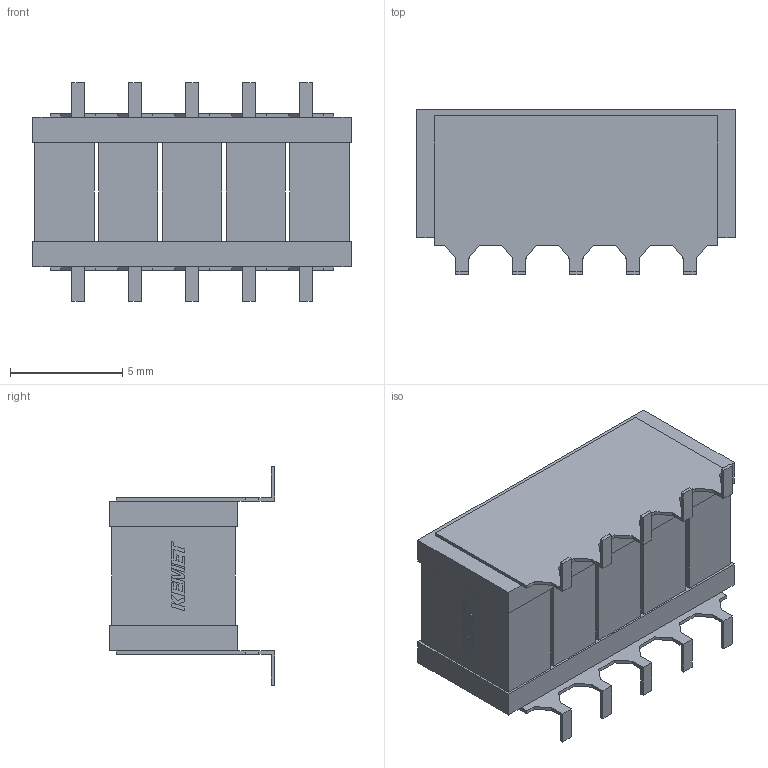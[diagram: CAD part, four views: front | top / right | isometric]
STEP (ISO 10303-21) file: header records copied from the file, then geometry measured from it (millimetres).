
FILE_DESCRIPTION (( 'STEP AP214' ), '1' );
FILE_NAME ('CCSS_KLSS5_D13.5L6.35H2.667F1.647A5.33B7.37C6.985E7.62K0.55.STEP', '2021-02-15T00:39:43', ( '' ), ( '' ), 'SwSTEP 2.0', 'SolidWorks 2014', '' );
FILE_SCHEMA (( 'AUTOMOTIVE_DESIGN' ));
Length unit declared in the file: millimetre
Products named in the file (1): CCSS_KLSS5_D13.5L6.35H2.667F1.647A5.33B7.37C6.985E7.62K0.55
Bounding box: 14.22 x 7.37 x 9.74 mm (x, y, z)
Volume: 531.7 mm3; surface area: 705.9 mm2
Topology: 7 solids, 7 shells, 238 faces, 662 edges, 440 vertices
Faces by surface type: plane 238
Entity records: 8922 total; most frequent: CARTESIAN_POINT 1341, ORIENTED_EDGE 1324, DIRECTION 1140, EDGE_CURVE 662, VECTOR 662, LINE 662, VERTEX_POINT 440, EDGE_LOOP 248
